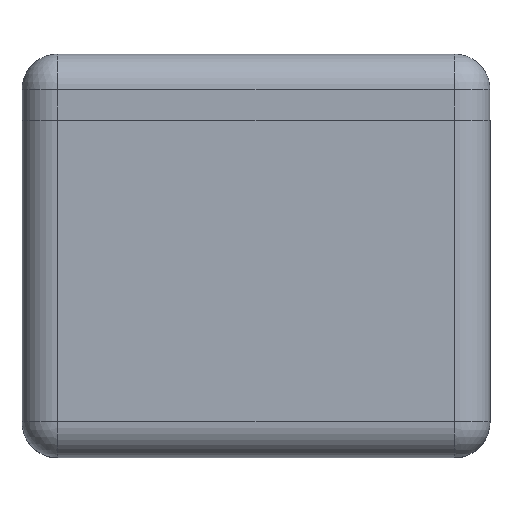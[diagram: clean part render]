
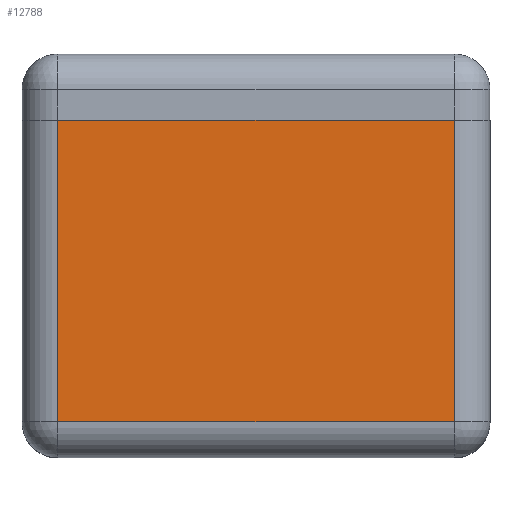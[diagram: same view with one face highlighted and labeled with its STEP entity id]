
A CAD part, top view. The second image highlights one B-rep face of the part: STEP entity #12788.
In plain terms, the highlighted planar face has unit normal (0, 0, 1).
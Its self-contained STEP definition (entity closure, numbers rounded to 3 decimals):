
#173 = CARTESIAN_POINT ( 'NONE',  ( -268.608, -206.663, 216.067 ) ) ;
#1243 = ORIENTED_EDGE ( 'NONE', *, *, #11785, .T. ) ;
#1580 = CARTESIAN_POINT ( 'NONE',  ( -268.608, -236.663, 216.067 ) ) ;
#2467 = DIRECTION ( 'NONE',  ( 1., 0., 0. ) ) ;
#2610 = VECTOR ( 'NONE', #6792, 1000. ) ;
#2713 = LINE ( 'NONE', #12054, #16107 ) ;
#2772 = LINE ( 'NONE', #11782, #4082 ) ;
#3251 = EDGE_CURVE ( 'NONE', #8802, #9540, #15459, .T. ) ;
#4082 = VECTOR ( 'NONE', #9127, 1000. ) ;
#4301 = CARTESIAN_POINT ( 'NONE',  ( 174.392, -206.663, 216.067 ) ) ;
#4564 = CARTESIAN_POINT ( 'NONE',  ( -268.608, 130.337, 216.067 ) ) ;
#4642 = EDGE_LOOP ( 'NONE', ( #1243, #14108, #8112, #13970 ) ) ;
#5492 = LINE ( 'NONE', #1580, #2610 ) ;
#6792 = DIRECTION ( 'NONE',  ( 0., -1., 0. ) ) ;
#6825 = DIRECTION ( 'NONE',  ( 1., 0., 0. ) ) ;
#8112 = ORIENTED_EDGE ( 'NONE', *, *, #3251, .F. ) ;
#8350 = VERTEX_POINT ( 'NONE', #173 ) ;
#8383 = DIRECTION ( 'NONE',  ( 1., 0., 0. ) ) ;
#8802 = VERTEX_POINT ( 'NONE', #4564 ) ;
#9127 = DIRECTION ( 'NONE',  ( 0., 1., 0. ) ) ;
#9500 = PLANE ( 'NONE',  #15451 ) ;
#9540 = VERTEX_POINT ( 'NONE', #15092 ) ;
#11782 = CARTESIAN_POINT ( 'NONE',  ( 174.392, -236.663, 216.067 ) ) ;
#11785 = EDGE_CURVE ( 'NONE', #8350, #12460, #2713, .T. ) ;
#11916 = EDGE_CURVE ( 'NONE', #12460, #9540, #2772, .T. ) ;
#12054 = CARTESIAN_POINT ( 'NONE',  ( -308.608, -206.663, 216.067 ) ) ;
#12066 = FACE_OUTER_BOUND ( 'NONE', #4642, .T. ) ;
#12391 = EDGE_CURVE ( 'NONE', #8802, #8350, #5492, .T. ) ;
#12460 = VERTEX_POINT ( 'NONE', #4301 ) ;
#12788 = ADVANCED_FACE ( 'NONE', ( #12066 ), #9500, .T. ) ;
#13514 = DIRECTION ( 'NONE',  ( 0., 0., 1. ) ) ;
#13627 = VECTOR ( 'NONE', #2467, 1000. ) ;
#13970 = ORIENTED_EDGE ( 'NONE', *, *, #12391, .T. ) ;
#14108 = ORIENTED_EDGE ( 'NONE', *, *, #11916, .T. ) ;
#14708 = CARTESIAN_POINT ( 'NONE',  ( -308.608, -236.663, 216.067 ) ) ;
#15092 = CARTESIAN_POINT ( 'NONE',  ( 174.392, 130.337, 216.067 ) ) ;
#15212 = CARTESIAN_POINT ( 'NONE',  ( -308.608, 130.337, 216.067 ) ) ;
#15451 = AXIS2_PLACEMENT_3D ( 'NONE', #14708, #13514, #8383 ) ;
#15459 = LINE ( 'NONE', #15212, #13627 ) ;
#16107 = VECTOR ( 'NONE', #6825, 1000. ) ;
